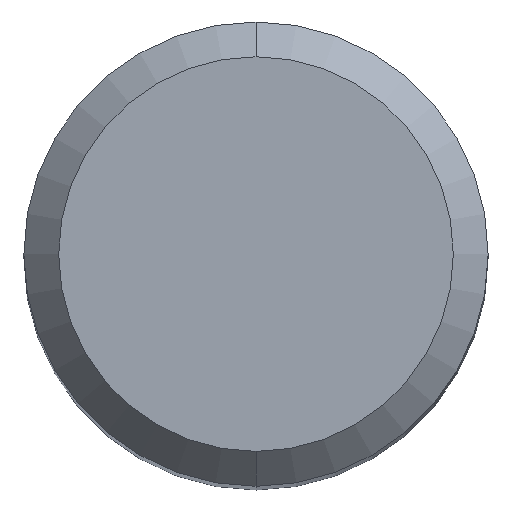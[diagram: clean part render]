
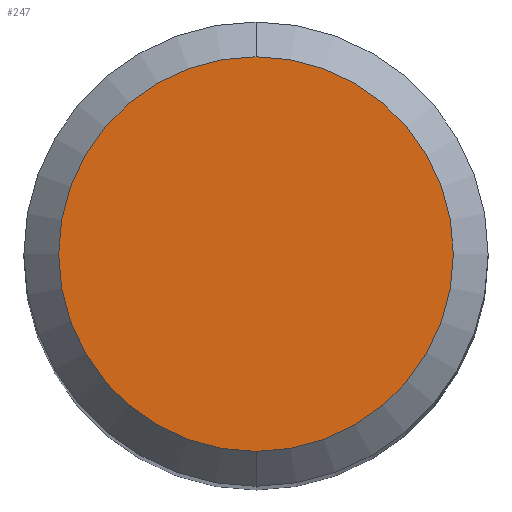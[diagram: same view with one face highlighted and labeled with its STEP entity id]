
A CAD part, top view. The second image highlights one B-rep face of the part: STEP entity #247.
In plain terms, the highlighted planar face has unit normal (0, 0, 1).
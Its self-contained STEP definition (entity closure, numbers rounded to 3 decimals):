
#102=CARTESIAN_POINT('',(0.,0.,48.));
#103=DIRECTION('',(0.,0.,1.));
#104=DIRECTION('',(0.,1.,0.));
#105=AXIS2_PLACEMENT_3D('',#102,#103,#104);
#110=CARTESIAN_POINT('',(0.,0.,48.));
#111=DIRECTION('',(0.,0.,-1.));
#112=DIRECTION('',(0.,1.,0.));
#113=AXIS2_PLACEMENT_3D('',#110,#111,#112);
#163=CARTESIAN_POINT('',(0.,6.8,48.));
#165=VERTEX_POINT('',#163);
#167=CARTESIAN_POINT('',(0.,-6.8,48.));
#169=VERTEX_POINT('',#167);
#238=CARTESIAN_POINT('',(0.,0.,48.));
#239=DIRECTION('',(0.,0.,-1.));
#240=DIRECTION('',(0.,-1.,0.));
#241=AXIS2_PLACEMENT_3D('',#238,#239,#240);
#242=PLANE('',#241);
#243=ORIENTED_EDGE('',*,*,#217,.F.);
#244=ORIENTED_EDGE('',*,*,#233,.T.);
#245=EDGE_LOOP('',(#243,#244));
#246=FACE_OUTER_BOUND('',#245,.F.);
#106=CIRCLE('',#105,6.8);
#114=CIRCLE('',#113,6.8);
#217=EDGE_CURVE('',#165,#169,#106,.T.);
#233=EDGE_CURVE('',#165,#169,#114,.T.);
#247=ADVANCED_FACE('',(#246),#242,.F.);
